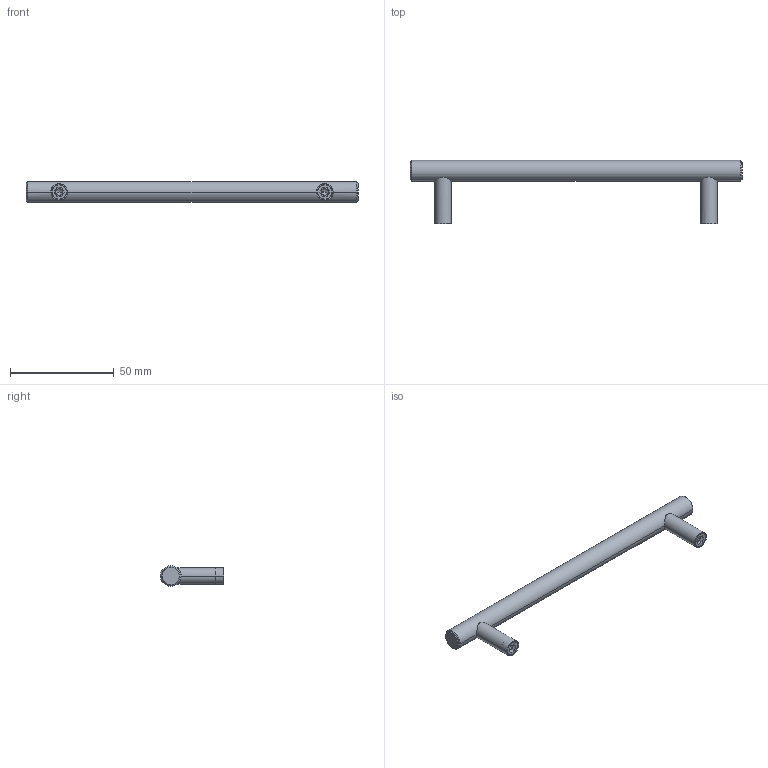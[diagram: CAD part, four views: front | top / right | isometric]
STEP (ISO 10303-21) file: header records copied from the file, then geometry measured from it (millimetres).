
FILE_DESCRIPTION(('Creo Elements/Direct Modeling STEP Export'),'2;1');
FILE_NAME('2308H-160.stp','2022-05-04T10:19:42',(''),(''),'Creo Elements/Direct Modeling STEP processor for AP214 (Solid Model)','Creo Elements/Direct Modeling 20.0 12-Nov-2016 (C) Parametric Technology GmbH','');
FILE_SCHEMA(('AUTOMOTIVE_DESIGN { 1 0 10303 214 1 1 1 1 }'));
Length unit declared in the file: millimetre
Products named in the file (6): Griffrohrabschluss.1; Griffrohr; Griffrohr_gesamt; Schraube.1; Sockelfuss.1; NI-9153.1
Assembly tree (8 placements, depth 3):
  NI-9153.1
    Schraube.1  x2
    Sockelfuss.1  x2
    Griffrohr_gesamt
      Griffrohr
      Griffrohrabschluss.1  x2
Bounding box: 160 x 30.5 x 10 mm (x, y, z)
Volume: 4367.6 mm3; surface area: 12881.4 mm2
Topology: 7 solids, 7 shells, 96 faces, 208 edges, 126 vertices
Faces by surface type: cylinder 46, plane 30, cone 20
Entity records: 3896 total; most frequent: CARTESIAN_POINT 2494, DIRECTION 242, ORIENTED_EDGE 240, EDGE_CURVE 120, AXIS2_PLACEMENT_3D 93, VERTEX_POINT 73, EDGE_LOOP 61, VECTOR 56
